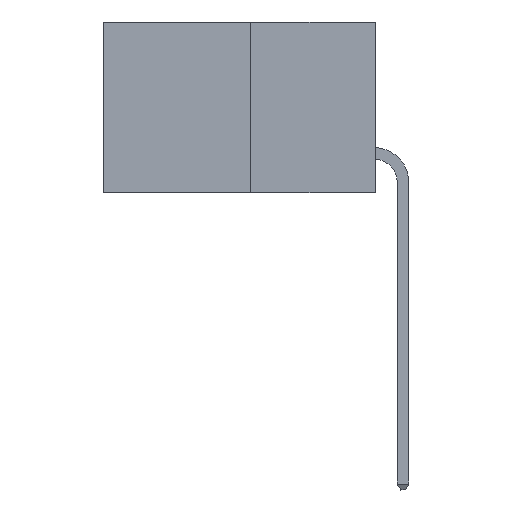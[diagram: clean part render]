
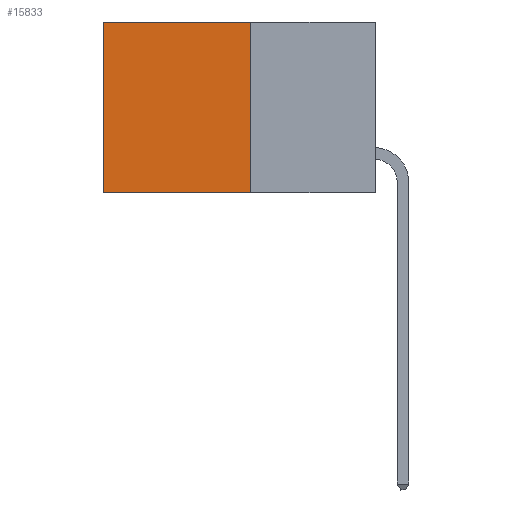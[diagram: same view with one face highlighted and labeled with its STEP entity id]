
A CAD part, left-side view. The second image highlights one B-rep face of the part: STEP entity #15833.
In plain terms, the highlighted planar face has unit normal (-1, 0, 0).
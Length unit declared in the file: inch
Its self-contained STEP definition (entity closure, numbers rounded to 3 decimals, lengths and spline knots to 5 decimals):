
#458 = CARTESIAN_POINT ( 'NONE',  ( 0.277, 0.27, -0.37 ) ) ;
#998 = ORIENTED_EDGE ( 'NONE', *, *, #8026, .F. ) ;
#1277 = VECTOR ( 'NONE', #9882, 39.37008 ) ;
#2163 = PLANE ( 'NONE',  #21063 ) ;
#2768 = EDGE_CURVE ( 'NONE', #11258, #16158, #12329, .T. ) ;
#3190 = LINE ( 'NONE', #458, #4448 ) ;
#4222 = DIRECTION ( 'NONE',  ( 0., 0., -1. ) ) ;
#4350 = LINE ( 'NONE', #22547, #20287 ) ;
#4448 = VECTOR ( 'NONE', #15000, 39.37008 ) ;
#5032 = EDGE_LOOP ( 'NONE', ( #14294, #998, #16989, #26569 ) ) ;
#8007 = DIRECTION ( 'NONE',  ( 0., 1., 0. ) ) ;
#8026 = EDGE_CURVE ( 'NONE', #19776, #16158, #13348, .T. ) ;
#8076 = CARTESIAN_POINT ( 'NONE',  ( 0.277, 0.27, -0.37 ) ) ;
#9425 = CARTESIAN_POINT ( 'NONE',  ( 0.277, 0.59, -0.37 ) ) ;
#9882 = DIRECTION ( 'NONE',  ( 0., 0., -1. ) ) ;
#10538 = CARTESIAN_POINT ( 'NONE',  ( 0.277, 0.27, 0. ) ) ;
#11179 = CARTESIAN_POINT ( 'NONE',  ( 0.277, 0.59, -0.37 ) ) ;
#11258 = VERTEX_POINT ( 'NONE', #12043 ) ;
#12043 = CARTESIAN_POINT ( 'NONE',  ( 0.277, 0.59, 0. ) ) ;
#12329 = LINE ( 'NONE', #11179, #1277 ) ;
#12704 = VECTOR ( 'NONE', #8007, 39.37008 ) ;
#13348 = LINE ( 'NONE', #8076, #12704 ) ;
#14294 = ORIENTED_EDGE ( 'NONE', *, *, #2768, .T. ) ;
#14618 = CARTESIAN_POINT ( 'NONE',  ( 0.277, 0.27, -0.37 ) ) ;
#15000 = DIRECTION ( 'NONE',  ( 0., 0., -1. ) ) ;
#15833 = ADVANCED_FACE ( 'NONE', ( #18530 ), #2163, .F. ) ;
#16158 = VERTEX_POINT ( 'NONE', #9425 ) ;
#16696 = DIRECTION ( 'NONE',  ( 1., 0., 0. ) ) ;
#16989 = ORIENTED_EDGE ( 'NONE', *, *, #18109, .F. ) ;
#18109 = EDGE_CURVE ( 'NONE', #20563, #19776, #3190, .T. ) ;
#18336 = CARTESIAN_POINT ( 'NONE',  ( 0.277, 0.27, -0.37 ) ) ;
#18530 = FACE_OUTER_BOUND ( 'NONE', #5032, .T. ) ;
#19776 = VERTEX_POINT ( 'NONE', #18336 ) ;
#19827 = EDGE_CURVE ( 'NONE', #20563, #11258, #4350, .T. ) ;
#20287 = VECTOR ( 'NONE', #24581, 39.37008 ) ;
#20563 = VERTEX_POINT ( 'NONE', #10538 ) ;
#21063 = AXIS2_PLACEMENT_3D ( 'NONE', #14618, #16696, #4222 ) ;
#22547 = CARTESIAN_POINT ( 'NONE',  ( 0.277, 0.27, 0. ) ) ;
#24581 = DIRECTION ( 'NONE',  ( 0., 1., 0. ) ) ;
#26569 = ORIENTED_EDGE ( 'NONE', *, *, #19827, .T. ) ;
